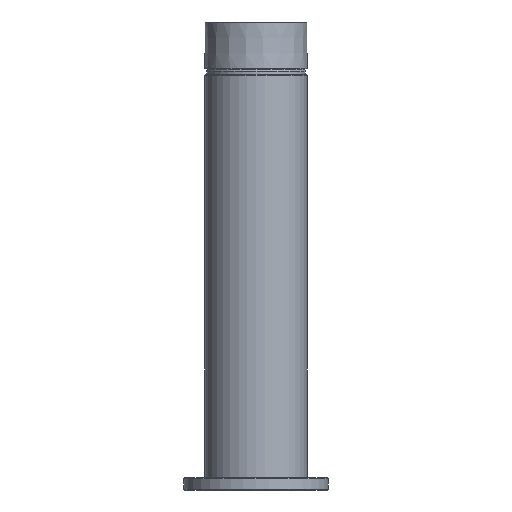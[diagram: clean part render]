
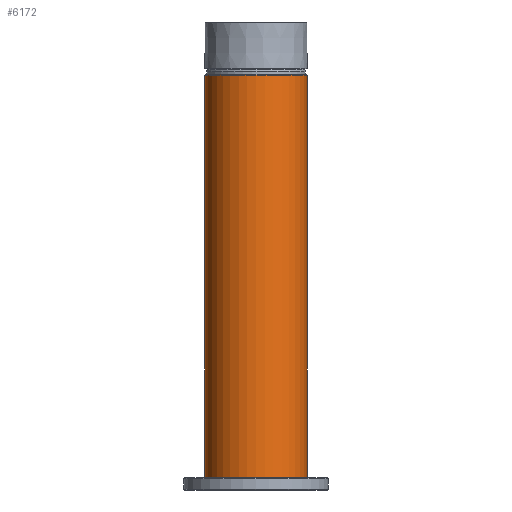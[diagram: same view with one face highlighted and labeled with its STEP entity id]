
A CAD part, front view. The second image highlights one B-rep face of the part: STEP entity #6172.
In plain terms, the highlighted cylindrical face has radius 17 mm (diameter 34 mm), a full revolution.
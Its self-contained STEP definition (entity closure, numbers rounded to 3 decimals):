
#191=LINE('',#11776,#551);
#192=LINE('',#11789,#552);
#551=VECTOR('',#10034,1000.);
#552=VECTOR('',#10035,1000.);
#915=B_SPLINE_CURVE_WITH_KNOTS('',3,(#11779,#11780,#11781,#11782,#11783,
#11784,#11785,#11786,#11787),.UNSPECIFIED.,.F.,.F.,(4,1,1,1,1,1,4),(0.001,
0.004,0.006,0.008,0.01,
0.012,0.015),.UNSPECIFIED.);
#916=B_SPLINE_CURVE_WITH_KNOTS('',3,(#11791,#11792,#11793,#11794,#11795,
#11796,#11797,#11798,#11799),.UNSPECIFIED.,.F.,.F.,(4,1,1,1,1,1,4),(0.024,
0.027,0.029,0.031,0.033,
0.035,0.039),.UNSPECIFIED.);
#1409=ORIENTED_EDGE('',*,*,#3176,.T.);
#1410=ORIENTED_EDGE('',*,*,#3177,.T.);
#1411=ORIENTED_EDGE('',*,*,#3178,.F.);
#1412=ORIENTED_EDGE('',*,*,#3179,.F.);
#1413=ORIENTED_EDGE('',*,*,#3180,.F.);
#1414=ORIENTED_EDGE('',*,*,#3181,.F.);
#3176=EDGE_CURVE('',#4066,#4066,#4666,.F.);
#3177=EDGE_CURVE('',#4067,#4067,#4667,.F.);
#3178=EDGE_CURVE('',#4068,#4069,#191,.F.);
#3179=EDGE_CURVE('',#4070,#4068,#915,.T.);
#3180=EDGE_CURVE('',#4071,#4070,#192,.T.);
#3181=EDGE_CURVE('',#4069,#4071,#916,.T.);
#4066=VERTEX_POINT('',#11773);
#4067=VERTEX_POINT('',#11775);
#4068=VERTEX_POINT('',#11777);
#4069=VERTEX_POINT('',#11778);
#4070=VERTEX_POINT('',#11788);
#4071=VERTEX_POINT('',#11790);
#4666=CIRCLE('',#9302,17.);
#4667=CIRCLE('',#9303,17.);
#4989=EDGE_LOOP('',(#1409));
#4990=EDGE_LOOP('',(#1410));
#4991=EDGE_LOOP('',(#1411,#1412,#1413,#1414));
#5549=FACE_BOUND('',#4989,.T.);
#5550=FACE_BOUND('',#4990,.T.);
#5551=FACE_BOUND('',#4991,.T.);
#6082=CYLINDRICAL_SURFACE('',#9301,17.);
#6172=ADVANCED_FACE('',(#5549,#5550,#5551),#6082,.T.);
#9301=AXIS2_PLACEMENT_3D('',#11771,#10028,#10029);
#9302=AXIS2_PLACEMENT_3D('',#11772,#10030,#10031);
#9303=AXIS2_PLACEMENT_3D('',#11774,#10032,#10033);
#10028=DIRECTION('',(1.,0.,0.));
#10029=DIRECTION('',(0.,0.,-1.));
#10030=DIRECTION('',(1.,0.,0.));
#10031=DIRECTION('',(0.,0.,-1.));
#10032=DIRECTION('',(-1.,0.,0.));
#10033=DIRECTION('',(0.,0.,1.));
#10034=DIRECTION('',(1.,0.,0.));
#10035=DIRECTION('',(1.,0.,0.));
#11771=CARTESIAN_POINT('',(0.,0.,0.));
#11772=CARTESIAN_POINT('',(-0.25,0.,0.));
#11773=CARTESIAN_POINT('',(-0.25,0.,-17.));
#11774=CARTESIAN_POINT('',(-133.75,0.,0.));
#11775=CARTESIAN_POINT('',(-133.75,0.,17.));
#11776=CARTESIAN_POINT('',(0.,16.,-5.745));
#11777=CARTESIAN_POINT('',(-105.5,16.,-5.745));
#11778=CARTESIAN_POINT('',(-113.5,16.,-5.745));
#11779=CARTESIAN_POINT('',(-105.5,16.,5.745));
#11780=CARTESIAN_POINT('',(-104.399,16.191,5.211));
#11781=CARTESIAN_POINT('',(-102.919,16.564,4.063));
#11782=CARTESIAN_POINT('',(-101.722,16.928,1.875));
#11783=CARTESIAN_POINT('',(-101.391,17.035,0.014));
#11784=CARTESIAN_POINT('',(-101.713,16.931,-1.852));
#11785=CARTESIAN_POINT('',(-102.903,16.569,-4.047));
#11786=CARTESIAN_POINT('',(-104.391,16.193,-5.207));
#11787=CARTESIAN_POINT('',(-105.5,16.,-5.745));
#11788=CARTESIAN_POINT('',(-105.5,16.,5.745));
#11789=CARTESIAN_POINT('',(0.,16.,5.745));
#11790=CARTESIAN_POINT('',(-113.5,16.,5.745));
#11791=CARTESIAN_POINT('',(-113.5,16.,-5.745));
#11792=CARTESIAN_POINT('',(-114.596,16.191,-5.214));
#11793=CARTESIAN_POINT('',(-116.075,16.562,-4.069));
#11794=CARTESIAN_POINT('',(-117.276,16.927,-1.88));
#11795=CARTESIAN_POINT('',(-117.609,17.035,-0.02));
#11796=CARTESIAN_POINT('',(-117.288,16.931,1.849));
#11797=CARTESIAN_POINT('',(-116.098,16.569,4.047));
#11798=CARTESIAN_POINT('',(-114.602,16.192,5.211));
#11799=CARTESIAN_POINT('',(-113.5,16.,5.745));
